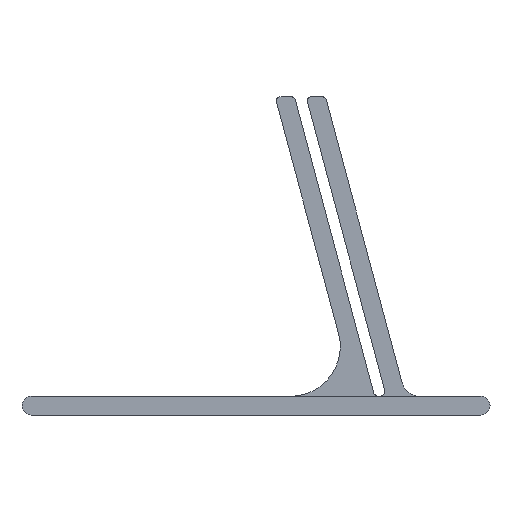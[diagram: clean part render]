
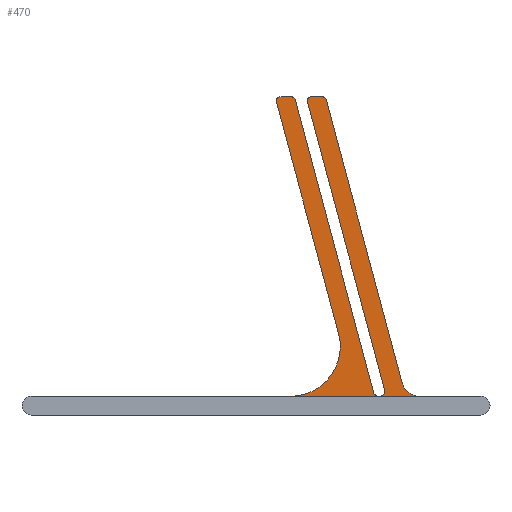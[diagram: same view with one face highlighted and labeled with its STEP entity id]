
A CAD part, left-side view. The second image highlights one B-rep face of the part: STEP entity #470.
In plain terms, the highlighted planar face has unit normal (-1, 0, 0).
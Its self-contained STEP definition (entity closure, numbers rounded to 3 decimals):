
#31=PLANE('',#530);
#55=FACE_OUTER_BOUND('',#81,.T.);
#81=EDGE_LOOP('',(#398,#399,#400,#401,#402,#403,#404,#405,#406,#407,#408,
#409,#410,#411,#412,#413,#414,#415));
#90=LINE('',#701,#134);
#95=LINE('',#716,#139);
#100=LINE('',#731,#144);
#105=LINE('',#740,#149);
#107=LINE('',#749,#151);
#112=LINE('',#761,#156);
#114=LINE('',#770,#158);
#119=LINE('',#782,#163);
#121=LINE('',#791,#165);
#134=VECTOR('',#556,10.);
#139=VECTOR('',#569,10.);
#144=VECTOR('',#582,10.);
#149=VECTOR('',#589,10.);
#151=VECTOR('',#599,10.);
#156=VECTOR('',#612,10.);
#158=VECTOR('',#622,10.);
#163=VECTOR('',#635,10.);
#165=VECTOR('',#645,10.);
#176=CIRCLE('',#494,1.5);
#178=CIRCLE('',#498,13.333);
#180=CIRCLE('',#502,5.);
#182=CIRCLE('',#507,2.5);
#184=CIRCLE('',#511,2.5);
#186=CIRCLE('',#515,1.);
#188=CIRCLE('',#519,1.);
#190=CIRCLE('',#523,1.);
#192=CIRCLE('',#527,1.);
#198=VERTEX_POINT('',#691);
#199=VERTEX_POINT('',#692);
#202=VERTEX_POINT('',#700);
#204=VERTEX_POINT('',#706);
#205=VERTEX_POINT('',#707);
#208=VERTEX_POINT('',#715);
#210=VERTEX_POINT('',#721);
#211=VERTEX_POINT('',#722);
#214=VERTEX_POINT('',#730);
#217=VERTEX_POINT('',#738);
#218=VERTEX_POINT('',#742);
#220=VERTEX_POINT('',#748);
#223=VERTEX_POINT('',#759);
#224=VERTEX_POINT('',#763);
#226=VERTEX_POINT('',#769);
#229=VERTEX_POINT('',#780);
#230=VERTEX_POINT('',#784);
#232=VERTEX_POINT('',#790);
#242=EDGE_CURVE('',#198,#199,#176,.T.);
#246=EDGE_CURVE('',#202,#199,#90,.T.);
#249=EDGE_CURVE('',#204,#205,#178,.T.);
#253=EDGE_CURVE('',#208,#205,#95,.T.);
#256=EDGE_CURVE('',#210,#211,#180,.T.);
#260=EDGE_CURVE('',#214,#211,#100,.T.);
#265=EDGE_CURVE('',#204,#217,#105,.T.);
#266=EDGE_CURVE('',#218,#217,#182,.T.);
#269=EDGE_CURVE('',#218,#220,#107,.T.);
#272=EDGE_CURVE('',#214,#220,#184,.T.);
#276=EDGE_CURVE('',#210,#223,#112,.T.);
#277=EDGE_CURVE('',#224,#223,#186,.T.);
#280=EDGE_CURVE('',#224,#226,#114,.T.);
#283=EDGE_CURVE('',#202,#226,#188,.T.);
#287=EDGE_CURVE('',#198,#229,#119,.T.);
#288=EDGE_CURVE('',#230,#229,#190,.T.);
#291=EDGE_CURVE('',#230,#232,#121,.T.);
#294=EDGE_CURVE('',#208,#232,#192,.T.);
#398=ORIENTED_EDGE('',*,*,#253,.T.);
#399=ORIENTED_EDGE('',*,*,#249,.F.);
#400=ORIENTED_EDGE('',*,*,#265,.T.);
#401=ORIENTED_EDGE('',*,*,#266,.F.);
#402=ORIENTED_EDGE('',*,*,#269,.T.);
#403=ORIENTED_EDGE('',*,*,#272,.F.);
#404=ORIENTED_EDGE('',*,*,#260,.T.);
#405=ORIENTED_EDGE('',*,*,#256,.F.);
#406=ORIENTED_EDGE('',*,*,#276,.T.);
#407=ORIENTED_EDGE('',*,*,#277,.F.);
#408=ORIENTED_EDGE('',*,*,#280,.T.);
#409=ORIENTED_EDGE('',*,*,#283,.F.);
#410=ORIENTED_EDGE('',*,*,#246,.T.);
#411=ORIENTED_EDGE('',*,*,#242,.F.);
#412=ORIENTED_EDGE('',*,*,#287,.T.);
#413=ORIENTED_EDGE('',*,*,#288,.F.);
#414=ORIENTED_EDGE('',*,*,#291,.T.);
#415=ORIENTED_EDGE('',*,*,#294,.F.);
#470=ADVANCED_FACE('',(#55),#31,.F.);
#494=AXIS2_PLACEMENT_3D('',#693,#548,#549);
#498=AXIS2_PLACEMENT_3D('',#708,#561,#562);
#502=AXIS2_PLACEMENT_3D('',#723,#574,#575);
#507=AXIS2_PLACEMENT_3D('',#743,#592,#593);
#511=AXIS2_PLACEMENT_3D('',#754,#604,#605);
#515=AXIS2_PLACEMENT_3D('',#764,#615,#616);
#519=AXIS2_PLACEMENT_3D('',#775,#627,#628);
#523=AXIS2_PLACEMENT_3D('',#785,#638,#639);
#527=AXIS2_PLACEMENT_3D('',#796,#650,#651);
#530=AXIS2_PLACEMENT_3D('',#799,#656,#657);
#548=DIRECTION('center_axis',(-1.,0.,0.));
#549=DIRECTION('ref_axis',(0.,0.609,-0.793));
#556=DIRECTION('',(0.,-0.259,-0.966));
#561=DIRECTION('center_axis',(-1.,0.,0.));
#562=DIRECTION('ref_axis',(0.,-0.793,-0.609));
#569=DIRECTION('',(0.,-0.259,-0.966));
#574=DIRECTION('center_axis',(-1.,0.,0.));
#575=DIRECTION('ref_axis',(0.,0.609,-0.793));
#582=DIRECTION('',(0.,1.,0.));
#589=DIRECTION('',(0.,1.,0.));
#592=DIRECTION('center_axis',(1.,0.,0.));
#593=DIRECTION('ref_axis',(0.,1.,0.));
#599=DIRECTION('',(0.,-1.,0.));
#604=DIRECTION('center_axis',(1.,0.,0.));
#605=DIRECTION('ref_axis',(0.,1.,0.));
#612=DIRECTION('',(0.,0.259,0.966));
#615=DIRECTION('center_axis',(1.,0.,0.));
#616=DIRECTION('ref_axis',(0.,0.,1.));
#622=DIRECTION('',(0.,1.,0.));
#627=DIRECTION('center_axis',(1.,0.,0.));
#628=DIRECTION('ref_axis',(0.,0.966,-0.259));
#635=DIRECTION('',(0.,0.259,0.966));
#638=DIRECTION('center_axis',(1.,0.,0.));
#639=DIRECTION('ref_axis',(0.,0.,1.));
#645=DIRECTION('',(0.,1.,0.));
#650=DIRECTION('center_axis',(1.,0.,0.));
#651=DIRECTION('ref_axis',(0.,0.966,-0.259));
#656=DIRECTION('center_axis',(1.,0.,0.));
#657=DIRECTION('ref_axis',(0.,1.,0.));
#691=CARTESIAN_POINT('',(0.,-38.993,30.239));
#692=CARTESIAN_POINT('',(0.,-41.891,31.015));
#693=CARTESIAN_POINT('Origin',(0.,-40.442,30.627));
#700=CARTESIAN_POINT('',(0.,-21.298,107.868));
#701=CARTESIAN_POINT('',(0.,-21.298,107.868));
#706=CARTESIAN_POINT('',(0.,-16.738,29.127));
#707=CARTESIAN_POINT('',(0.,-29.617,45.911));
#708=CARTESIAN_POINT('Origin',(0.,-16.738,42.46));
#715=CARTESIAN_POINT('',(0.,-13.016,107.868));
#716=CARTESIAN_POINT('',(0.,-13.016,107.868));
#721=CARTESIAN_POINT('',(0.,-46.58,32.833));
#722=CARTESIAN_POINT('',(0.,-51.41,29.127));
#723=CARTESIAN_POINT('Origin',(0.,-51.41,34.127));
#730=CARTESIAN_POINT('',(0.,-67.573,29.127));
#731=CARTESIAN_POINT('',(0.,-67.573,29.127));
#738=CARTESIAN_POINT('',(0.,52.427,29.127));
#740=CARTESIAN_POINT('',(0.,-67.573,29.127));
#742=CARTESIAN_POINT('',(0.,52.427,24.127));
#743=CARTESIAN_POINT('Origin',(0.,52.427,26.627));
#748=CARTESIAN_POINT('',(0.,-67.573,24.127));
#749=CARTESIAN_POINT('',(0.,52.427,24.127));
#754=CARTESIAN_POINT('Origin',(0.,-67.573,26.627));
#759=CARTESIAN_POINT('',(0.,-26.336,108.386));
#761=CARTESIAN_POINT('',(0.,-47.573,29.127));
#763=CARTESIAN_POINT('',(0.,-25.37,109.127));
#764=CARTESIAN_POINT('Origin',(0.,-25.37,108.127));
#769=CARTESIAN_POINT('',(0.,-22.264,109.127));
#770=CARTESIAN_POINT('',(0.,-25.37,109.127));
#775=CARTESIAN_POINT('Origin',(0.,-22.264,108.127));
#780=CARTESIAN_POINT('',(0.,-18.053,108.386));
#782=CARTESIAN_POINT('',(0.,-39.291,29.127));
#784=CARTESIAN_POINT('',(0.,-17.087,109.127));
#785=CARTESIAN_POINT('Origin',(0.,-17.087,108.127));
#790=CARTESIAN_POINT('',(0.,-13.982,109.127));
#791=CARTESIAN_POINT('',(0.,-17.087,109.127));
#796=CARTESIAN_POINT('Origin',(0.,-13.982,108.127));
#799=CARTESIAN_POINT('Origin',(0.,-7.573,66.627));
